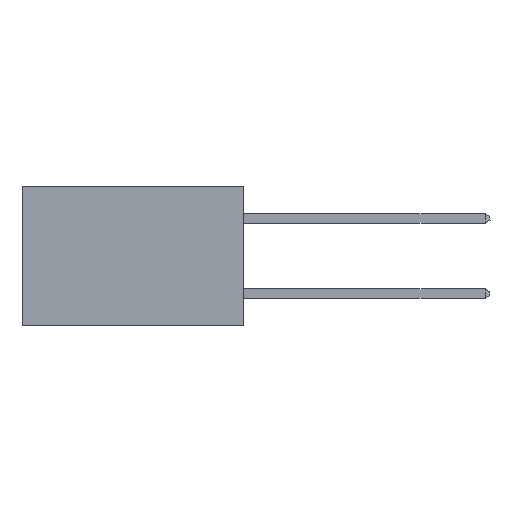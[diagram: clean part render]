
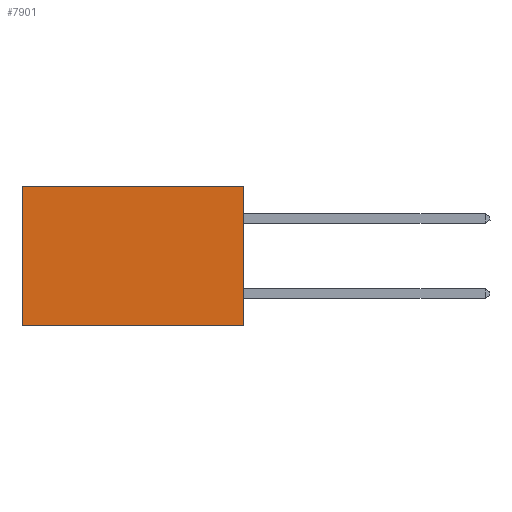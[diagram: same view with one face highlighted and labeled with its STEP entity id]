
A CAD part, left-side view. The second image highlights one B-rep face of the part: STEP entity #7901.
In plain terms, the highlighted planar face has unit normal (-1, 0, 0).
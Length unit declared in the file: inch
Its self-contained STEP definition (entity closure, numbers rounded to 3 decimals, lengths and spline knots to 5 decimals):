
#92 = DIRECTION ( 'NONE',  ( 1., 0., 0. ) ) ;
#452 = VERTEX_POINT ( 'NONE', #8524 ) ;
#532 = LINE ( 'NONE', #930, #4842 ) ;
#722 = VECTOR ( 'NONE', #3870, 39.37008 ) ;
#930 = CARTESIAN_POINT ( 'NONE',  ( 0.277, 0., -0.37 ) ) ;
#1012 = EDGE_CURVE ( 'NONE', #5471, #4274, #532, .T. ) ;
#1036 = EDGE_CURVE ( 'NONE', #452, #5471, #8718, .T. ) ;
#1101 = VERTEX_POINT ( 'NONE', #1575 ) ;
#1575 = CARTESIAN_POINT ( 'NONE',  ( 0.277, 0.59, 0. ) ) ;
#2207 = VECTOR ( 'NONE', #2246, 39.37008 ) ;
#2246 = DIRECTION ( 'NONE',  ( 0., 0., -1. ) ) ;
#2527 = DIRECTION ( 'NONE',  ( 0., 1., 0. ) ) ;
#2729 = ORIENTED_EDGE ( 'NONE', *, *, #1036, .F. ) ;
#3490 = VECTOR ( 'NONE', #8093, 39.37008 ) ;
#3870 = DIRECTION ( 'NONE',  ( 0., 1., 0. ) ) ;
#4141 = EDGE_CURVE ( 'NONE', #1101, #4274, #9733, .T. ) ;
#4274 = VERTEX_POINT ( 'NONE', #7816 ) ;
#4723 = CARTESIAN_POINT ( 'NONE',  ( 0.277, 0., -0.37 ) ) ;
#4842 = VECTOR ( 'NONE', #2527, 39.37008 ) ;
#4903 = CARTESIAN_POINT ( 'NONE',  ( 0.277, 0., -0.37 ) ) ;
#5471 = VERTEX_POINT ( 'NONE', #4903 ) ;
#5752 = CARTESIAN_POINT ( 'NONE',  ( 0.277, 0., -0.37 ) ) ;
#6267 = DIRECTION ( 'NONE',  ( 0., 0., -1. ) ) ;
#6594 = ORIENTED_EDGE ( 'NONE', *, *, #4141, .T. ) ;
#7532 = AXIS2_PLACEMENT_3D ( 'NONE', #4723, #92, #6267 ) ;
#7715 = CARTESIAN_POINT ( 'NONE',  ( 0.277, 0., 0. ) ) ;
#7816 = CARTESIAN_POINT ( 'NONE',  ( 0.277, 0.59, -0.37 ) ) ;
#7901 = ADVANCED_FACE ( 'NONE', ( #10051 ), #10073, .F. ) ;
#8093 = DIRECTION ( 'NONE',  ( 0., 0., -1. ) ) ;
#8115 = CARTESIAN_POINT ( 'NONE',  ( 0.277, 0.59, -0.37 ) ) ;
#8524 = CARTESIAN_POINT ( 'NONE',  ( 0.277, 0., 0. ) ) ;
#8666 = ORIENTED_EDGE ( 'NONE', *, *, #1012, .F. ) ;
#8718 = LINE ( 'NONE', #5752, #2207 ) ;
#9139 = ORIENTED_EDGE ( 'NONE', *, *, #9740, .T. ) ;
#9593 = LINE ( 'NONE', #7715, #722 ) ;
#9733 = LINE ( 'NONE', #8115, #3490 ) ;
#9740 = EDGE_CURVE ( 'NONE', #452, #1101, #9593, .T. ) ;
#9914 = EDGE_LOOP ( 'NONE', ( #6594, #8666, #2729, #9139 ) ) ;
#10051 = FACE_OUTER_BOUND ( 'NONE', #9914, .T. ) ;
#10073 = PLANE ( 'NONE',  #7532 ) ;
